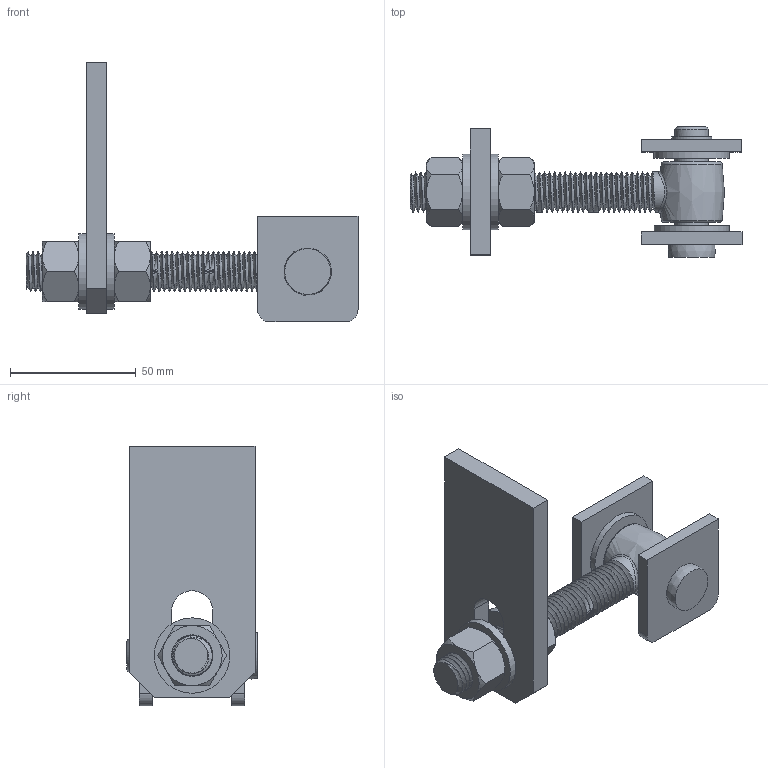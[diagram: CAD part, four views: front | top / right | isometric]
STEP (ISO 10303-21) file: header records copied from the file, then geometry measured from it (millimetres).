
FILE_DESCRIPTION(/* description */ (''),/* implementation_level */ '2;1');
FILE_NAME(/* name */ '25164SO.stp',/* time_stamp */ '2019-08-12T10:02:13+02:00',/* author */ ('LIONEL'),/* organization */ (''),/* preprocessor_version */ 'ST-DEVELOPER v17.2',/* originating_system */ 'Autodesk Inventor 2019',/* authorisation */ '');
FILE_SCHEMA (('AUTOMOTIVE_DESIGN { 1 0 10303 214 3 1 1 }'));
Length unit declared in the file: millimetre
Products named in the file (9): 25164SO; 25164SO-3; 25164SO-2; 25164SO-1; 25164SO-4; 25164SO-7; 25163-4; ISO 7089 - 16 - 140 HV; Ecrou_M16
Assembly tree (12 placements, depth 2):
  25164SO
    25164SO-3
    25164SO-2  x2
    25164SO-1
    25164SO-4
    25164SO-7  x2
    25163-4
    ISO 7089 - 16 - 140 HV  x2
    Ecrou_M16  x2
Bounding box: 132 x 52 x 103.25 mm (x, y, z)
Volume: 99101.4 mm3; surface area: 46691.3 mm2
Topology: 12 solids, 12 shells, 206 faces, 519 edges, 341 vertices
Faces by surface type: cylinder 101, plane 59, cone 32, bspline 11, torus 3
Full cylindrical faces by diameter (mm): 1.5 x2, 12 x1, 13.4 x2, 14 x3, 14.5 x14, 16 x53, 17 x2, 30 x4
Entity records: 15911 total; most frequent: CARTESIAN_POINT 11927, ORIENTED_EDGE 808, DIRECTION 702, EDGE_CURVE 404, AXIS2_PLACEMENT_3D 281, VERTEX_POINT 268, EDGE_LOOP 176, FACE_OUTER_BOUND 156
